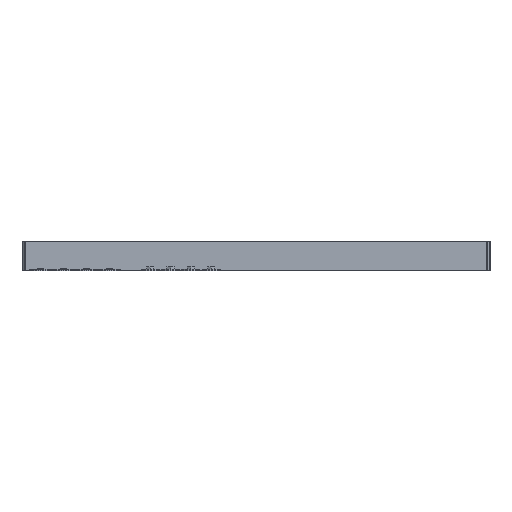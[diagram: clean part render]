
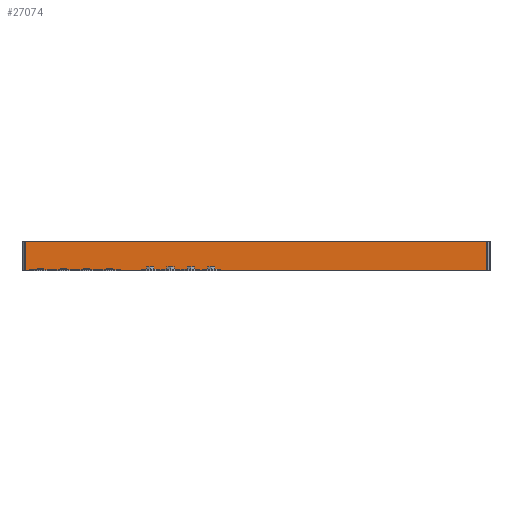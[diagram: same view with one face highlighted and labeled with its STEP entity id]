
A CAD part, front view. The second image highlights one B-rep face of the part: STEP entity #27074.
In plain terms, the highlighted face is planar.
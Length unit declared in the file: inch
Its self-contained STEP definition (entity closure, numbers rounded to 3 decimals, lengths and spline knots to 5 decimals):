
#4629=FACE_OUTER_BOUND('',#6696,.T.);
#6696=EDGE_LOOP('',(#20804,#20805,#20806,#20807));
#8383=LINE('',#38878,#10250);
#8712=LINE('',#40659,#10579);
#8837=LINE('',#44424,#10704);
#8838=LINE('',#44426,#10705);
#10250=VECTOR('',#31181,0.3937);
#10579=VECTOR('',#32862,0.3937);
#10704=VECTOR('',#33815,0.3937);
#10705=VECTOR('',#33818,0.3937);
#12123=VERTEX_POINT('',#38875);
#12124=VERTEX_POINT('',#38877);
#12809=VERTEX_POINT('',#40656);
#12810=VERTEX_POINT('',#40658);
#14725=EDGE_CURVE('',#12123,#12124,#8383,.T.);
#15575=EDGE_CURVE('',#12809,#12810,#8712,.T.);
#16227=EDGE_CURVE('',#12810,#12123,#8837,.T.);
#16228=EDGE_CURVE('',#12124,#12809,#8838,.T.);
#20804=ORIENTED_EDGE('',*,*,#16227,.F.);
#20805=ORIENTED_EDGE('',*,*,#15575,.F.);
#20806=ORIENTED_EDGE('',*,*,#16228,.F.);
#20807=ORIENTED_EDGE('',*,*,#14725,.F.);
#26479=PLANE('',#29285);
#27074=ADVANCED_FACE('',(#4629),#26479,.T.);
#29285=AXIS2_PLACEMENT_3D('',#44425,#33816,#33817);
#31181=DIRECTION('',(1.,0.,0.));
#32862=DIRECTION('',(-1.,0.,0.));
#33815=DIRECTION('',(0.,0.,-1.));
#33816=DIRECTION('center_axis',(0.,1.,0.));
#33817=DIRECTION('ref_axis',(-1.,0.,0.));
#33818=DIRECTION('',(0.,0.,1.));
#38875=CARTESIAN_POINT('',(-3.10952,4.62342,0.75));
#38877=CARTESIAN_POINT('',(8.23219,4.62342,0.75));
#38878=CARTESIAN_POINT('',(-3.18867,4.62342,0.75));
#40656=CARTESIAN_POINT('',(8.23219,4.62342,1.48));
#40658=CARTESIAN_POINT('',(-3.10952,4.62342,1.48));
#40659=CARTESIAN_POINT('',(-3.18867,4.62342,1.48));
#44424=CARTESIAN_POINT('',(-3.10952,4.62342,0.75));
#44425=CARTESIAN_POINT('Origin',(8.31133,4.62342,0.75));
#44426=CARTESIAN_POINT('',(8.23219,4.62342,0.75));
